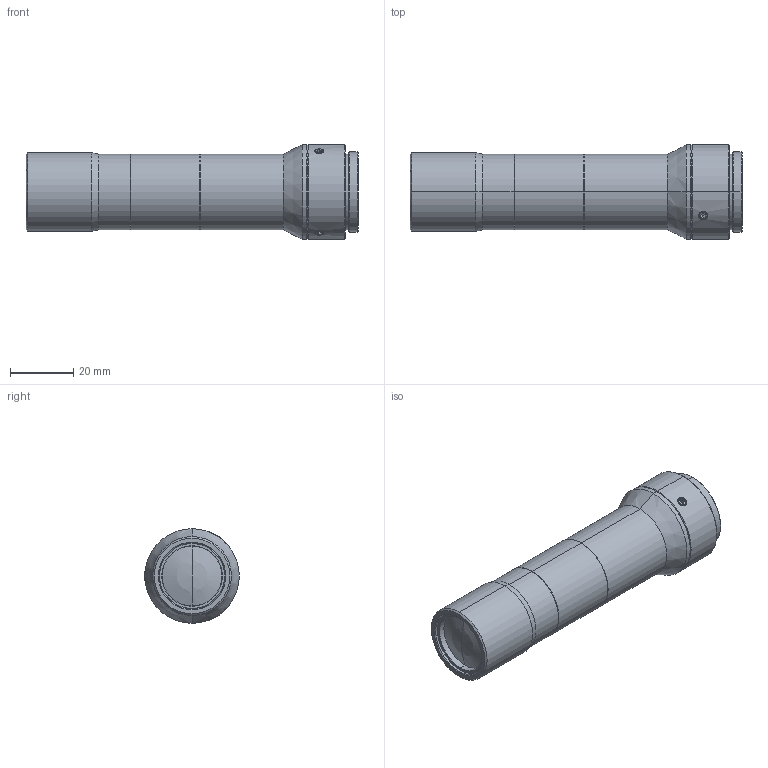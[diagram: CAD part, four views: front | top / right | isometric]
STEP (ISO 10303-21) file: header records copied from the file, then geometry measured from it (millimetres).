
FILE_DESCRIPTION(('FreeCAD Model'),'2;1');
FILE_NAME('Open CASCADE Shape Model','2025-01-22T14:31:17',(''),(''), 'Open CASCADE STEP processor 7.8','FreeCAD','Unknown');
FILE_SCHEMA(('AUTOMOTIVE_DESIGN { 1 0 10303 214 1 1 1 1 }'));
Length unit declared in the file: millimetre
Products named in the file (8): VA-LCM-TC-1-4X-WD65-016; VA-LCM-TC-1-4X-WD65-015; SOLID; COMPOUND003; COMPOUND; COMPOUND001; COMPOUND002; M3030
Assembly tree (9 placements, depth 4):
  VA-LCM-TC-1-4X-WD65-016
    VA-LCM-TC-1-4X-WD65-015
      SOLID
      COMPOUND003
        COMPOUND
        COMPOUND001
        COMPOUND002
    M3030  x3
Bounding box: 105.3 x 30.02 x 30 mm (x, y, z)
Volume: 50485.9 mm3; surface area: 10583.9 mm2
Topology: 4 solids, 7 shells, 147 faces, 314 edges, 183 vertices
Faces by surface type: cone 58, cylinder 44, plane 39, sphere 4, bspline 2
Entity records: 4614 total; most frequent: CARTESIAN_POINT 1848, DIRECTION 598, ORIENTED_EDGE 468, AXIS2_PLACEMENT_3D 245, EDGE_CURVE 240, VERTEX_POINT 143, FACE_BOUND 133, EDGE_LOOP 133
